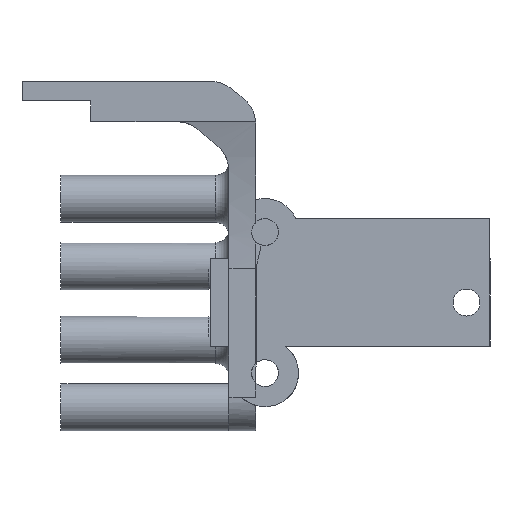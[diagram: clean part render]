
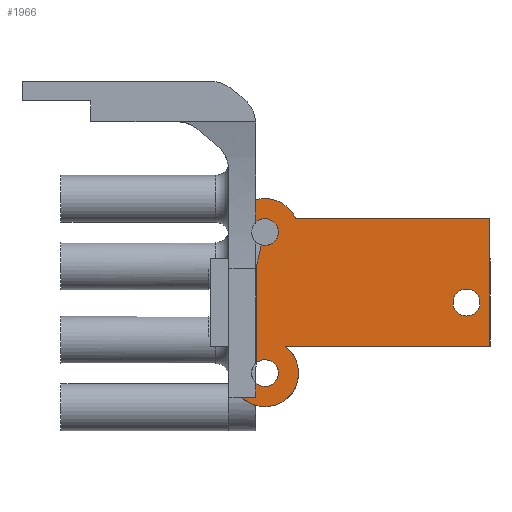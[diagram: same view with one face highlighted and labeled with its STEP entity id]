
A CAD part, left-side view. The second image highlights one B-rep face of the part: STEP entity #1966.
In plain terms, the highlighted planar face has unit normal (-1, 0, 0).
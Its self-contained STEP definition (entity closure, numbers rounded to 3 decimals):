
#40=B_SPLINE_CURVE_WITH_KNOTS('',3,(#3072,#3073,#3074,#3075,#3076,#3077),
 .UNSPECIFIED.,.F.,.F.,(4,1,1,4),(-2.585,-2.529,-2.417,
-2.221),.UNSPECIFIED.);
#61=FACE_BOUND('',#288,.T.);
#78=PLANE('',#2114);
#180=FACE_OUTER_BOUND('',#287,.T.);
#287=EDGE_LOOP('',(#1451,#1452,#1453,#1454,#1455,#1456,#1457,#1458,#1459,
#1460,#1461,#1462,#1463));
#288=EDGE_LOOP('',(#1464));
#396=LINE('',#2948,#572);
#398=LINE('',#2953,#574);
#421=LINE('',#3086,#597);
#422=LINE('',#3088,#598);
#425=LINE('',#3111,#601);
#426=LINE('',#3113,#602);
#427=LINE('',#3114,#603);
#572=VECTOR('',#2319,10.);
#574=VECTOR('',#2323,10.);
#597=VECTOR('',#2394,10.);
#598=VECTOR('',#2397,4.);
#601=VECTOR('',#2418,10.);
#602=VECTOR('',#2419,10.);
#603=VECTOR('',#2420,10.);
#734=CIRCLE('',#2070,2.);
#735=CIRCLE('',#2073,2.);
#753=CIRCLE('',#2098,2.);
#760=CIRCLE('',#2109,5.);
#762=CIRCLE('',#2113,5.);
#763=CIRCLE('',#2115,5.);
#832=VERTEX_POINT('',#2864);
#837=VERTEX_POINT('',#2877);
#838=VERTEX_POINT('',#2878);
#848=VERTEX_POINT('',#2939);
#852=VERTEX_POINT('',#2950);
#853=VERTEX_POINT('',#2952);
#882=VERTEX_POINT('',#3029);
#883=VERTEX_POINT('',#3030);
#888=VERTEX_POINT('',#3070);
#891=VERTEX_POINT('',#3084);
#893=VERTEX_POINT('',#3092);
#894=VERTEX_POINT('',#3094);
#896=VERTEX_POINT('',#3109);
#897=VERTEX_POINT('',#3112);
#1033=EDGE_CURVE('',#832,#832,#734,.T.);
#1039=EDGE_CURVE('',#837,#838,#735,.T.);
#1058=EDGE_CURVE('',#837,#848,#396,.T.);
#1060=EDGE_CURVE('',#853,#852,#398,.T.);
#1092=EDGE_CURVE('',#882,#883,#753,.T.);
#1100=EDGE_CURVE('',#888,#838,#40,.T.);
#1105=EDGE_CURVE('',#883,#891,#421,.T.);
#1106=EDGE_CURVE('',#882,#888,#422,.T.);
#1109=EDGE_CURVE('',#894,#893,#760,.T.);
#1113=EDGE_CURVE('',#852,#848,#762,.T.);
#1114=EDGE_CURVE('',#896,#891,#763,.T.);
#1115=EDGE_CURVE('',#894,#896,#425,.T.);
#1116=EDGE_CURVE('',#893,#897,#426,.T.);
#1117=EDGE_CURVE('',#897,#853,#427,.T.);
#1451=ORIENTED_EDGE('',*,*,#1039,.T.);
#1452=ORIENTED_EDGE('',*,*,#1100,.F.);
#1453=ORIENTED_EDGE('',*,*,#1106,.F.);
#1454=ORIENTED_EDGE('',*,*,#1092,.T.);
#1455=ORIENTED_EDGE('',*,*,#1105,.T.);
#1456=ORIENTED_EDGE('',*,*,#1114,.F.);
#1457=ORIENTED_EDGE('',*,*,#1115,.F.);
#1458=ORIENTED_EDGE('',*,*,#1109,.T.);
#1459=ORIENTED_EDGE('',*,*,#1116,.T.);
#1460=ORIENTED_EDGE('',*,*,#1117,.T.);
#1461=ORIENTED_EDGE('',*,*,#1060,.T.);
#1462=ORIENTED_EDGE('',*,*,#1113,.T.);
#1463=ORIENTED_EDGE('',*,*,#1058,.F.);
#1464=ORIENTED_EDGE('',*,*,#1033,.T.);
#1966=ADVANCED_FACE('',(#180,#61),#78,.T.);
#2070=AXIS2_PLACEMENT_3D('',#2865,#2282,#2283);
#2073=AXIS2_PLACEMENT_3D('',#2879,#2293,#2294);
#2098=AXIS2_PLACEMENT_3D('',#3031,#2373,#2374);
#2109=AXIS2_PLACEMENT_3D('',#3095,#2403,#2404);
#2113=AXIS2_PLACEMENT_3D('',#3107,#2412,#2413);
#2114=AXIS2_PLACEMENT_3D('',#3108,#2414,#2415);
#2115=AXIS2_PLACEMENT_3D('',#3110,#2416,#2417);
#2282=DIRECTION('center_axis',(1.,0.,0.));
#2283=DIRECTION('ref_axis',(0.,-1.,0.));
#2293=DIRECTION('center_axis',(1.,0.,0.));
#2294=DIRECTION('ref_axis',(0.,-1.,0.));
#2319=DIRECTION('',(0.,0.,1.));
#2323=DIRECTION('',(0.,1.,0.));
#2373=DIRECTION('center_axis',(1.,0.,0.));
#2374=DIRECTION('ref_axis',(0.,-1.,0.));
#2394=DIRECTION('',(0.,0.,-1.));
#2397=DIRECTION('',(0.,0.,1.));
#2403=DIRECTION('center_axis',(-1.,0.,0.));
#2404=DIRECTION('ref_axis',(0.,-1.,0.));
#2412=DIRECTION('center_axis',(-1.,0.,0.));
#2413=DIRECTION('ref_axis',(0.,-1.,0.));
#2414=DIRECTION('center_axis',(-1.,0.,0.));
#2415=DIRECTION('ref_axis',(0.,1.,0.));
#2416=DIRECTION('center_axis',(0.,1.,0.));
#2417=DIRECTION('ref_axis',(-0.707,0.,-0.707));
#2418=DIRECTION('',(0.,-1.,0.));
#2419=DIRECTION('',(0.,-1.,0.));
#2420=DIRECTION('',(0.,0.,1.));
#2864=CARTESIAN_POINT('',(18.06,-97.369,25.064));
#2865=CARTESIAN_POINT('Origin',(18.06,-99.369,25.064));
#2877=CARTESIAN_POINT('',(18.06,-68.,37.022));
#2878=CARTESIAN_POINT('',(18.06,-68.813,33.643));
#2879=CARTESIAN_POINT('Origin',(18.06,-69.369,35.564));
#2939=CARTESIAN_POINT('',(18.06,-68.,40.373));
#2948=CARTESIAN_POINT('',(18.06,-68.,35.032));
#2950=CARTESIAN_POINT('',(18.06,-73.952,37.564));
#2952=CARTESIAN_POINT('',(18.06,-102.869,37.564));
#2953=CARTESIAN_POINT('',(18.06,-82.188,37.564));
#3029=CARTESIAN_POINT('',(18.06,-68.056,16.073));
#3030=CARTESIAN_POINT('',(18.06,-68.,13.106));
#3031=CARTESIAN_POINT('Origin',(18.06,-69.369,14.564));
#3070=CARTESIAN_POINT('',(18.06,-68.056,30.086));
#3072=CARTESIAN_POINT('Ctrl Pts',(18.06,-68.056,30.086));
#3073=CARTESIAN_POINT('Ctrl Pts',(18.06,-68.056,30.272));
#3074=CARTESIAN_POINT('Ctrl Pts',(18.06,-68.176,30.821));
#3075=CARTESIAN_POINT('Ctrl Pts',(18.06,-68.439,32.002));
#3076=CARTESIAN_POINT('Ctrl Pts',(18.06,-68.669,33.004));
#3077=CARTESIAN_POINT('Ctrl Pts',(18.06,-68.813,33.643));
#3084=CARTESIAN_POINT('',(18.06,-68.,11.));
#3086=CARTESIAN_POINT('',(18.06,-68.,52.));
#3088=CARTESIAN_POINT('',(18.06,-68.056,52.));
#3092=CARTESIAN_POINT('',(18.06,-72.369,18.564));
#3094=CARTESIAN_POINT('',(18.06,-65.927,10.937));
#3095=CARTESIAN_POINT('Origin',(18.06,-69.369,14.564));
#3107=CARTESIAN_POINT('Origin',(18.06,-69.369,35.564));
#3108=CARTESIAN_POINT('Origin',(18.06,-96.376,37.564));
#3109=CARTESIAN_POINT('',(18.06,-68.,10.937));
#3110=CARTESIAN_POINT('Origin',(23.06,-68.,11.));
#3111=CARTESIAN_POINT('',(18.06,-64.,10.937));
#3112=CARTESIAN_POINT('',(18.06,-102.869,18.564));
#3113=CARTESIAN_POINT('',(18.06,-113.126,18.564));
#3114=CARTESIAN_POINT('',(18.06,-102.869,34.564));
